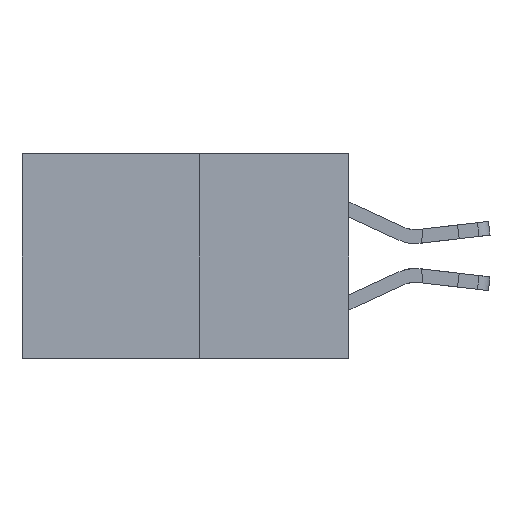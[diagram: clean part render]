
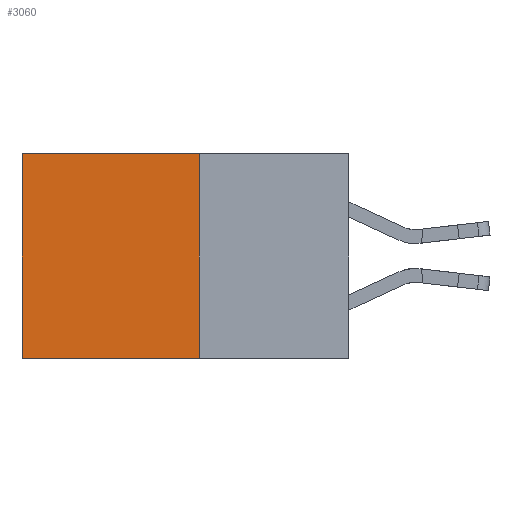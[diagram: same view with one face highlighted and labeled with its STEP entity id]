
A CAD part, left-side view. The second image highlights one B-rep face of the part: STEP entity #3060.
In plain terms, the highlighted planar face has unit normal (-1, 0, 0).
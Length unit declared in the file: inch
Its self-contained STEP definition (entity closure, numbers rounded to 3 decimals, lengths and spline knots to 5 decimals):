
#59 = CARTESIAN_POINT ( 'NONE',  ( 0.277, 0.27, -0.37 ) ) ;
#305 = DIRECTION ( 'NONE',  ( 1., 0., 0. ) ) ;
#335 = EDGE_CURVE ( 'NONE', #19316, #9571, #21685, .T. ) ;
#2568 = ORIENTED_EDGE ( 'NONE', *, *, #22053, .F. ) ;
#2703 = VECTOR ( 'NONE', #9126, 39.37008 ) ;
#2896 = EDGE_LOOP ( 'NONE', ( #12823, #14491, #2568, #17003 ) ) ;
#2978 = DIRECTION ( 'NONE',  ( 0., 1., 0. ) ) ;
#3060 = ADVANCED_FACE ( 'NONE', ( #8400 ), #15227, .F. ) ;
#3724 = CARTESIAN_POINT ( 'NONE',  ( 0.277, 0.27, 0. ) ) ;
#4888 = LINE ( 'NONE', #10849, #24414 ) ;
#8400 = FACE_OUTER_BOUND ( 'NONE', #2896, .T. ) ;
#9089 = VERTEX_POINT ( 'NONE', #20887 ) ;
#9126 = DIRECTION ( 'NONE',  ( 0., 1., 0. ) ) ;
#9571 = VERTEX_POINT ( 'NONE', #16216 ) ;
#9974 = LINE ( 'NONE', #22749, #24257 ) ;
#10849 = CARTESIAN_POINT ( 'NONE',  ( 0.277, 0.27, -0.37 ) ) ;
#11860 = CARTESIAN_POINT ( 'NONE',  ( 0.277, 0.59, 0. ) ) ;
#12823 = ORIENTED_EDGE ( 'NONE', *, *, #335, .T. ) ;
#13597 = DIRECTION ( 'NONE',  ( 0., 0., -1. ) ) ;
#14029 = DIRECTION ( 'NONE',  ( 0., 0., -1. ) ) ;
#14491 = ORIENTED_EDGE ( 'NONE', *, *, #17709, .F. ) ;
#15110 = DIRECTION ( 'NONE',  ( 0., 0., -1. ) ) ;
#15227 = PLANE ( 'NONE',  #16085 ) ;
#16085 = AXIS2_PLACEMENT_3D ( 'NONE', #59, #305, #14029 ) ;
#16216 = CARTESIAN_POINT ( 'NONE',  ( 0.277, 0.59, -0.37 ) ) ;
#16795 = VECTOR ( 'NONE', #15110, 39.37008 ) ;
#17003 = ORIENTED_EDGE ( 'NONE', *, *, #24654, .T. ) ;
#17709 = EDGE_CURVE ( 'NONE', #9089, #9571, #4888, .T. ) ;
#18152 = LINE ( 'NONE', #18595, #2703 ) ;
#18595 = CARTESIAN_POINT ( 'NONE',  ( 0.277, 0.27, 0. ) ) ;
#19316 = VERTEX_POINT ( 'NONE', #11860 ) ;
#20887 = CARTESIAN_POINT ( 'NONE',  ( 0.277, 0.27, -0.37 ) ) ;
#21685 = LINE ( 'NONE', #23341, #16795 ) ;
#22053 = EDGE_CURVE ( 'NONE', #23604, #9089, #9974, .T. ) ;
#22749 = CARTESIAN_POINT ( 'NONE',  ( 0.277, 0.27, -0.37 ) ) ;
#23341 = CARTESIAN_POINT ( 'NONE',  ( 0.277, 0.59, -0.37 ) ) ;
#23604 = VERTEX_POINT ( 'NONE', #3724 ) ;
#24257 = VECTOR ( 'NONE', #13597, 39.37008 ) ;
#24414 = VECTOR ( 'NONE', #2978, 39.37008 ) ;
#24654 = EDGE_CURVE ( 'NONE', #23604, #19316, #18152, .T. ) ;
